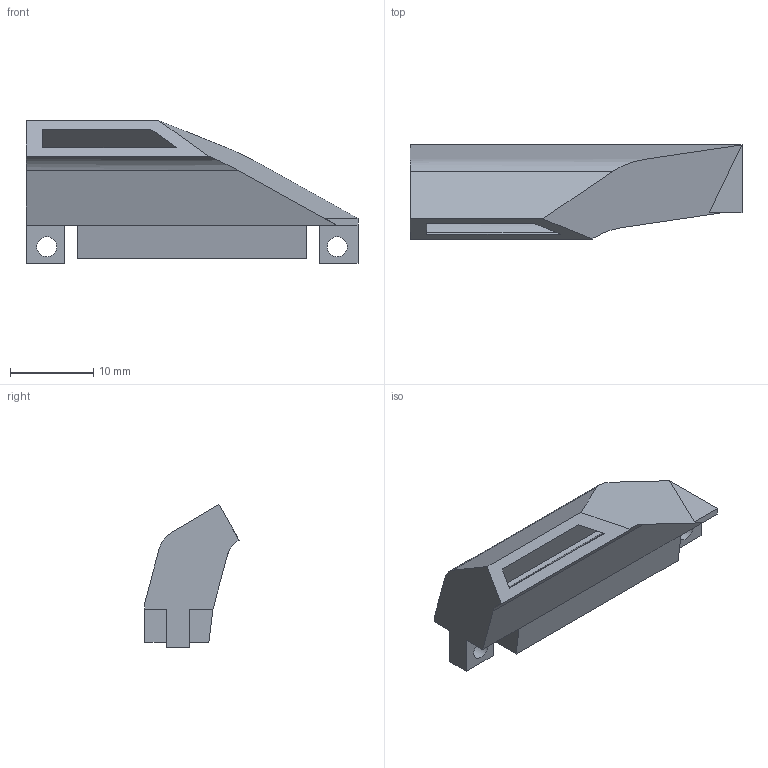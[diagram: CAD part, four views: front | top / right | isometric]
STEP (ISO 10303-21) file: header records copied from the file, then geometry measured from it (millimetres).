
FILE_DESCRIPTION(/* description */ (''),/* implementation_level */ '2;1');
FILE_NAME(/* name */ '1-Cooling fan Ducts v4 Right.step',/* time_stamp */ '2019-04-08T23:29:06-05:00',/* author */ ('Benjamin.dalton'),/* organization */ (''),/* preprocessor_version */ 'ST-DEVELOPER v17.2',/* originating_system */ 'Autodesk Translation Framework v7.6.0.251',/* authorisation */ '');
FILE_SCHEMA (('AUTOMOTIVE_DESIGN { 1 0 10303 214 3 1 1 }'));
Length unit declared in the file: millimetre
Products named in the file (1): 1-Cooling fan Ducts v4
Bounding box: 40 x 11.36 x 17.2 mm (x, y, z)
Volume: 1766.2 mm3; surface area: 2953.1 mm2
Topology: 1 solids, 1 shells, 46 faces, 121 edges, 79 vertices
Faces by surface type: plane 40, cylinder 6
Full cylindrical faces by diameter (mm): 2.4 x2
Entity records: 1438 total; most frequent: CARTESIAN_POINT 247, ORIENTED_EDGE 242, DIRECTION 227, EDGE_CURVE 121, LINE 109, VECTOR 109, VERTEX_POINT 79, AXIS2_PLACEMENT_3D 59
